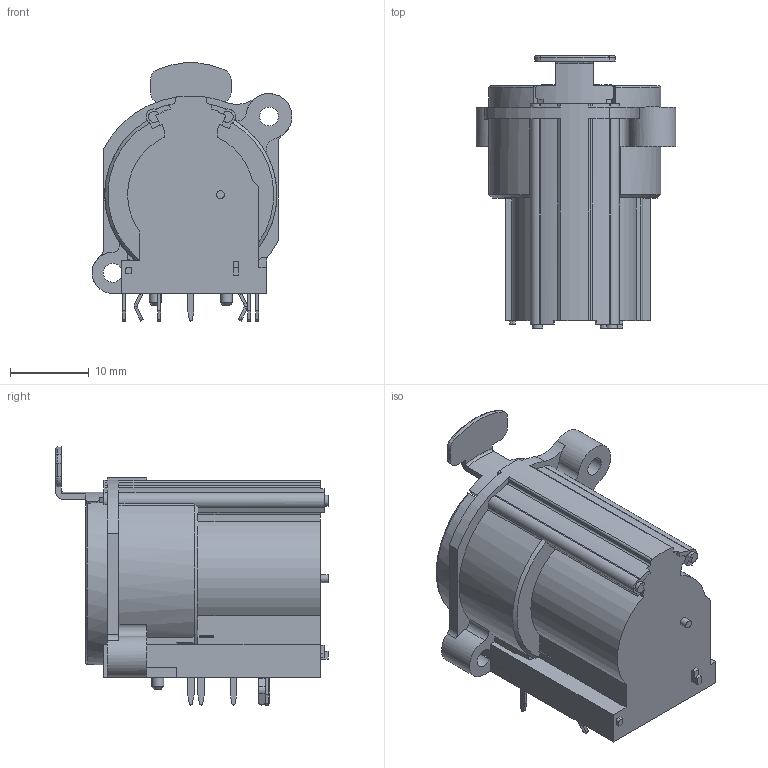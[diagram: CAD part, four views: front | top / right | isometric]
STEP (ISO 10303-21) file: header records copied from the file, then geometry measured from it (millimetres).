
FILE_DESCRIPTION(/* description */ (''),/* implementation_level */ '2;1');
FILE_NAME(/* name */ 'ACJC6AH.stp',/* time_stamp */ '2026-03-30T15:49:09+11:00',/* author */ ('minh'),/* organization */ (''),/* preprocessor_version */ 'ST-DEVELOPER v19.2',/* originating_system */ 'Autodesk Inventor 2023',/* authorisation */ '');
FILE_SCHEMA (('AUTOMOTIVE_DESIGN { 1 0 10303 214 3 1 1 }'));
Length unit declared in the file: millimetre
Products named in the file (1): ACJC6AH simplified
Bounding box: 25.3 x 34.49 x 32.68 mm (x, y, z)
Volume: 11336.3 mm3; surface area: 4420.2 mm2
Topology: 1 solids, 5 shells, 578 faces, 1543 edges, 1012 vertices
Faces by surface type: plane 343, cylinder 109, bspline 97, cone 18, torus 11
Full cylindrical faces by diameter (mm): 1 x1, 1.5 x2, 2.4 x1
Entity records: 19407 total; most frequent: CARTESIAN_POINT 4799, ORIENTED_EDGE 3086, DIRECTION 2569, EDGE_CURVE 1543, LINE 1035, VECTOR 1035, VERTEX_POINT 1012, AXIS2_PLACEMENT_3D 767
